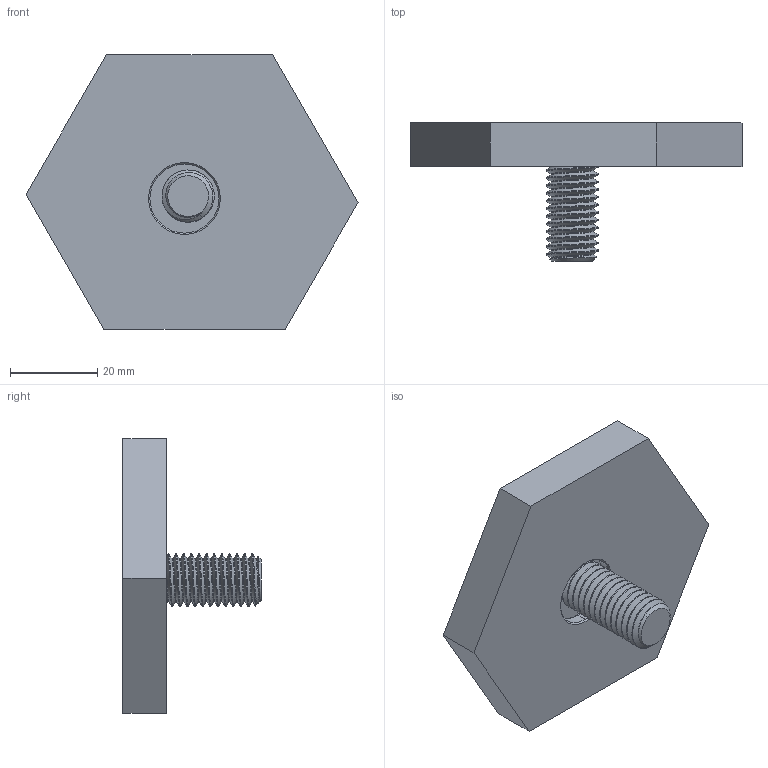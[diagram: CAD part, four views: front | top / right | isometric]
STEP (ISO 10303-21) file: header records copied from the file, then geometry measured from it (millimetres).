
FILE_DESCRIPTION (( 'STEP AP214' ), '1' );
FILE_NAME ('95140.STEP', '2023-07-05T20:08:25', ( '' ), ( '' ), 'SwSTEP 2.0', 'SolidWorks 2021', '' );
FILE_SCHEMA (( 'AUTOMOTIVE_DESIGN' ));
Length unit declared in the file: inch
Products named in the file (3): 95140; 901401_901401; 50371_50371
Assembly tree (2 placements, depth 2):
  95140
    901401_901401
    50371_50371
Bounding box: 76.21 x 31.73 x 63 mm (x, y, z)
Volume: 37719.1 mm3; surface area: 11975.1 mm2
Topology: 2 solids, 2 shells, 257 faces, 688 edges, 453 vertices
Faces by surface type: plane 108, bspline 69, cylinder 64, cone 14, sphere 2
Entity records: 13945 total; most frequent: CARTESIAN_POINT 8220, ORIENTED_EDGE 1376, DIRECTION 839, EDGE_CURVE 688, VERTEX_POINT 453, LINE 389, VECTOR 389, EDGE_LOOP 277
